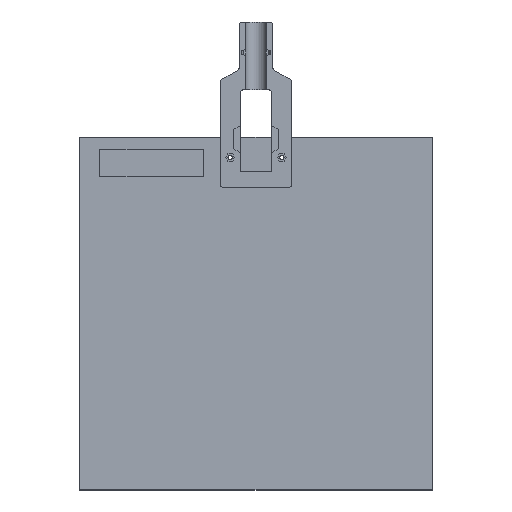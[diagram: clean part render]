
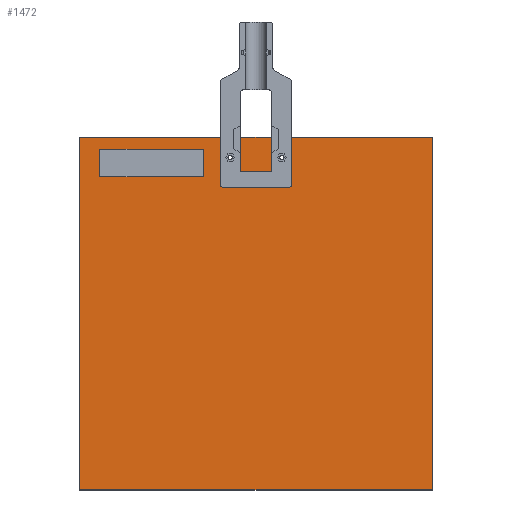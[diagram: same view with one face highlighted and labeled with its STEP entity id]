
A CAD part, top view. The second image highlights one B-rep face of the part: STEP entity #1472.
In plain terms, the highlighted planar face has unit normal (0, 0, 1).
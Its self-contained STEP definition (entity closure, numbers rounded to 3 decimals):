
#27=FACE_BOUND('',#180,.T.);
#28=FACE_BOUND('',#181,.T.);
#29=FACE_BOUND('',#182,.T.);
#39=CIRCLE('',#1572,1.588);
#41=CIRCLE('',#1575,1.588);
#101=FACE_OUTER_BOUND('',#179,.T.);
#179=EDGE_LOOP('',(#1016,#1017,#1018,#1019));
#180=EDGE_LOOP('',(#1020,#1021,#1022,#1023));
#181=EDGE_LOOP('',(#1024));
#182=EDGE_LOOP('',(#1025));
#258=LINE('',#2100,#438);
#262=LINE('',#2108,#442);
#265=LINE('',#2114,#445);
#268=LINE('',#2119,#448);
#272=LINE('',#2137,#452);
#276=LINE('',#2145,#456);
#279=LINE('',#2151,#459);
#282=LINE('',#2156,#462);
#438=VECTOR('',#1687,10.);
#442=VECTOR('',#1693,10.);
#445=VECTOR('',#1698,10.);
#448=VECTOR('',#1703,10.);
#452=VECTOR('',#1723,10.);
#456=VECTOR('',#1729,10.);
#459=VECTOR('',#1734,10.);
#462=VECTOR('',#1739,10.);
#618=VERTEX_POINT('',#2098);
#619=VERTEX_POINT('',#2099);
#622=VERTEX_POINT('',#2107);
#624=VERTEX_POINT('',#2113);
#626=VERTEX_POINT('',#2123);
#628=VERTEX_POINT('',#2129);
#630=VERTEX_POINT('',#2135);
#631=VERTEX_POINT('',#2136);
#634=VERTEX_POINT('',#2144);
#636=VERTEX_POINT('',#2150);
#758=EDGE_CURVE('',#618,#619,#258,.T.);
#762=EDGE_CURVE('',#619,#622,#262,.T.);
#765=EDGE_CURVE('',#622,#624,#265,.T.);
#768=EDGE_CURVE('',#624,#618,#268,.T.);
#770=EDGE_CURVE('',#626,#626,#39,.T.);
#773=EDGE_CURVE('',#628,#628,#41,.T.);
#776=EDGE_CURVE('',#630,#631,#272,.T.);
#780=EDGE_CURVE('',#631,#634,#276,.T.);
#783=EDGE_CURVE('',#634,#636,#279,.T.);
#786=EDGE_CURVE('',#636,#630,#282,.T.);
#1016=ORIENTED_EDGE('',*,*,#786,.T.);
#1017=ORIENTED_EDGE('',*,*,#776,.T.);
#1018=ORIENTED_EDGE('',*,*,#780,.T.);
#1019=ORIENTED_EDGE('',*,*,#783,.T.);
#1020=ORIENTED_EDGE('',*,*,#758,.T.);
#1021=ORIENTED_EDGE('',*,*,#762,.T.);
#1022=ORIENTED_EDGE('',*,*,#765,.T.);
#1023=ORIENTED_EDGE('',*,*,#768,.T.);
#1024=ORIENTED_EDGE('',*,*,#770,.T.);
#1025=ORIENTED_EDGE('',*,*,#773,.T.);
#1409=PLANE('',#1581);
#1472=ADVANCED_FACE('',(#101,#27,#28,#29),#1409,.T.);
#1572=AXIS2_PLACEMENT_3D('',#2124,#1709,#1710);
#1575=AXIS2_PLACEMENT_3D('',#2130,#1716,#1717);
#1581=AXIS2_PLACEMENT_3D('',#2158,#1741,#1742);
#1687=DIRECTION('',(0.,1.,0.));
#1693=DIRECTION('',(1.,0.,0.));
#1698=DIRECTION('',(0.,-1.,0.));
#1703=DIRECTION('',(-1.,0.,0.));
#1709=DIRECTION('center_axis',(0.,0.,-1.));
#1710=DIRECTION('ref_axis',(-1.,0.,0.));
#1716=DIRECTION('center_axis',(0.,0.,-1.));
#1717=DIRECTION('ref_axis',(-1.,0.,0.));
#1723=DIRECTION('',(1.,0.,0.));
#1729=DIRECTION('',(0.,1.,0.));
#1734=DIRECTION('',(-1.,0.,0.));
#1739=DIRECTION('',(0.,-1.,0.));
#1741=DIRECTION('center_axis',(0.,0.,1.));
#1742=DIRECTION('ref_axis',(1.,0.,0.));
#2098=CARTESIAN_POINT('',(15.,231.35,0.));
#2099=CARTESIAN_POINT('',(15.,251.35,0.));
#2100=CARTESIAN_POINT('',(15.,190.763,0.));
#2107=CARTESIAN_POINT('',(91.2,251.35,0.));
#2108=CARTESIAN_POINT('',(110.688,251.35,0.));
#2113=CARTESIAN_POINT('',(91.2,231.35,0.));
#2114=CARTESIAN_POINT('',(91.2,180.763,0.));
#2119=CARTESIAN_POINT('',(72.588,231.35,0.));
#2123=CARTESIAN_POINT('',(112.675,245.35,0.));
#2124=CARTESIAN_POINT('Origin',(111.088,245.35,0.));
#2129=CARTESIAN_POINT('',(150.85,245.35,0.));
#2130=CARTESIAN_POINT('Origin',(149.263,245.35,0.));
#2135=CARTESIAN_POINT('',(0.,0.,0.));
#2136=CARTESIAN_POINT('',(260.35,0.,0.));
#2137=CARTESIAN_POINT('',(0.,0.,0.));
#2144=CARTESIAN_POINT('',(260.35,260.35,0.));
#2145=CARTESIAN_POINT('',(260.35,0.,0.));
#2150=CARTESIAN_POINT('',(0.,260.35,0.));
#2151=CARTESIAN_POINT('',(260.35,260.35,0.));
#2156=CARTESIAN_POINT('',(0.,260.35,0.));
#2158=CARTESIAN_POINT('Origin',(130.175,130.175,0.));
